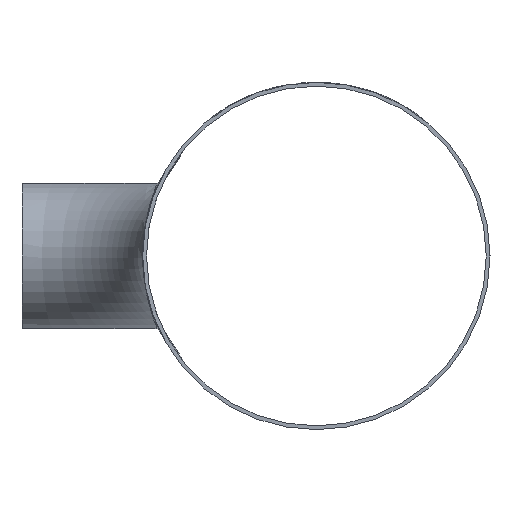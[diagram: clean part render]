
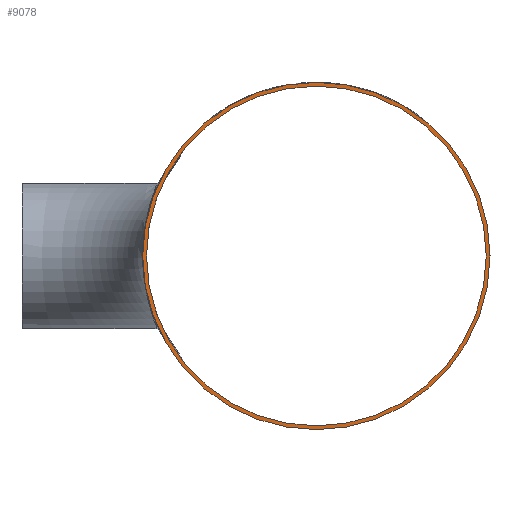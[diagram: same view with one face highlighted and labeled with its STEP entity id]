
A CAD part, left-side view. The second image highlights one B-rep face of the part: STEP entity #9078.
In plain terms, the highlighted planar face has unit normal (-1, 0, 0).
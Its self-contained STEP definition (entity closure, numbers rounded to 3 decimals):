
#1580 = CARTESIAN_POINT ( 'NONE',  ( -381., -231.35, 0. ) ) ;
#1725 = EDGE_LOOP ( 'NONE', ( #34891 ) ) ;
#5279 = DIRECTION ( 'NONE',  ( 0., 0., -1. ) ) ;
#7141 = AXIS2_PLACEMENT_3D ( 'NONE', #20519, #31870, #5279 ) ;
#7341 = DIRECTION ( 'NONE',  ( 0., 0., -1. ) ) ;
#7572 = ORIENTED_EDGE ( 'NONE', *, *, #32177, .F. ) ;
#9078 = ADVANCED_FACE ( 'NONE', ( #22011, #37019 ), #33552, .F. ) ;
#12587 = EDGE_CURVE ( 'NONE', #34440, #34440, #19492, .T. ) ;
#12782 = DIRECTION ( 'NONE',  ( 1., 0., 0. ) ) ;
#12975 = DIRECTION ( 'NONE',  ( 0., 0., -1. ) ) ;
#18487 = AXIS2_PLACEMENT_3D ( 'NONE', #1580, #12782, #12975 ) ;
#19096 = CIRCLE ( 'NONE', #18487, 136.5 ) ;
#19492 = CIRCLE ( 'NONE', #7141, 133.5 ) ;
#20519 = CARTESIAN_POINT ( 'NONE',  ( -381., -231.35, 0. ) ) ;
#22011 = FACE_BOUND ( 'NONE', #1725, .T. ) ;
#23082 = CARTESIAN_POINT ( 'NONE',  ( -381., -231.35, -133.5 ) ) ;
#27430 = DIRECTION ( 'NONE',  ( 1., 0., 0. ) ) ;
#31336 = AXIS2_PLACEMENT_3D ( 'NONE', #36829, #27430, #7341 ) ;
#31559 = VERTEX_POINT ( 'NONE', #31928 ) ;
#31870 = DIRECTION ( 'NONE',  ( 1., 0., 0. ) ) ;
#31928 = CARTESIAN_POINT ( 'NONE',  ( -381., -231.35, -136.5 ) ) ;
#32177 = EDGE_CURVE ( 'NONE', #31559, #31559, #19096, .T. ) ;
#33552 = PLANE ( 'NONE',  #31336 ) ;
#34440 = VERTEX_POINT ( 'NONE', #23082 ) ;
#34891 = ORIENTED_EDGE ( 'NONE', *, *, #12587, .T. ) ;
#36829 = CARTESIAN_POINT ( 'NONE',  ( -381., -231.35, 0. ) ) ;
#36950 = EDGE_LOOP ( 'NONE', ( #7572 ) ) ;
#37019 = FACE_OUTER_BOUND ( 'NONE', #36950, .T. ) ;
